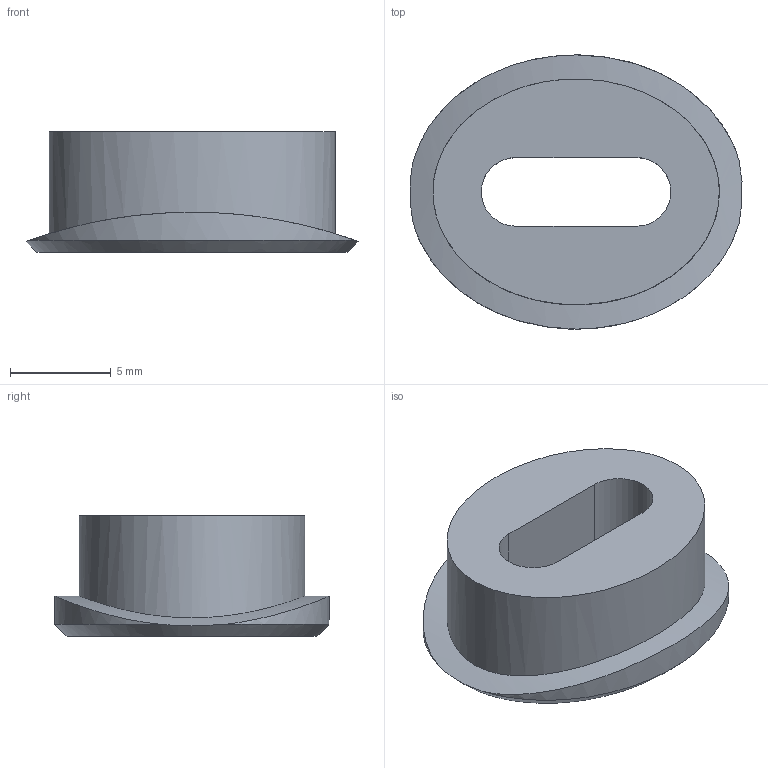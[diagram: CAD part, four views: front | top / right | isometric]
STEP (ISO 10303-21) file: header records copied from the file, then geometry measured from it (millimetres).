
FILE_DESCRIPTION(/* description */ (''),/* implementation_level */ '2;1');
FILE_NAME(/* name */ 'NeoGeoMini-USBC.step',/* time_stamp */ '2022-10-25T15:17:34+02:00',/* author */ (''),/* organization */ (''),/* preprocessor_version */ 'ST-DEVELOPER v19',/* originating_system */ 'Autodesk Translation Framework v11.7.0.108',/* authorisation */ '');
FILE_SCHEMA (('AUTOMOTIVE_DESIGN { 1 0 10303 214 3 1 1 }'));
Length unit declared in the file: millimetre
Products named in the file (1): neogeo_usbc
Bounding box: 16.46 x 13.6 x 6 mm (x, y, z)
Volume: 637.5 mm3; surface area: 657.8 mm2
Topology: 1 solids, 1 shells, 11 faces, 27 edges, 19 vertices
Faces by surface type: bspline 4, plane 4, cylinder 3
Entity records: 606 total; most frequent: CARTESIAN_POINT 338, ORIENTED_EDGE 54, DIRECTION 35, EDGE_CURVE 27, VERTEX_POINT 19, EDGE_LOOP 14, B_SPLINE_CURVE_WITH_KNOTS 13, AXIS2_PLACEMENT_3D 13
